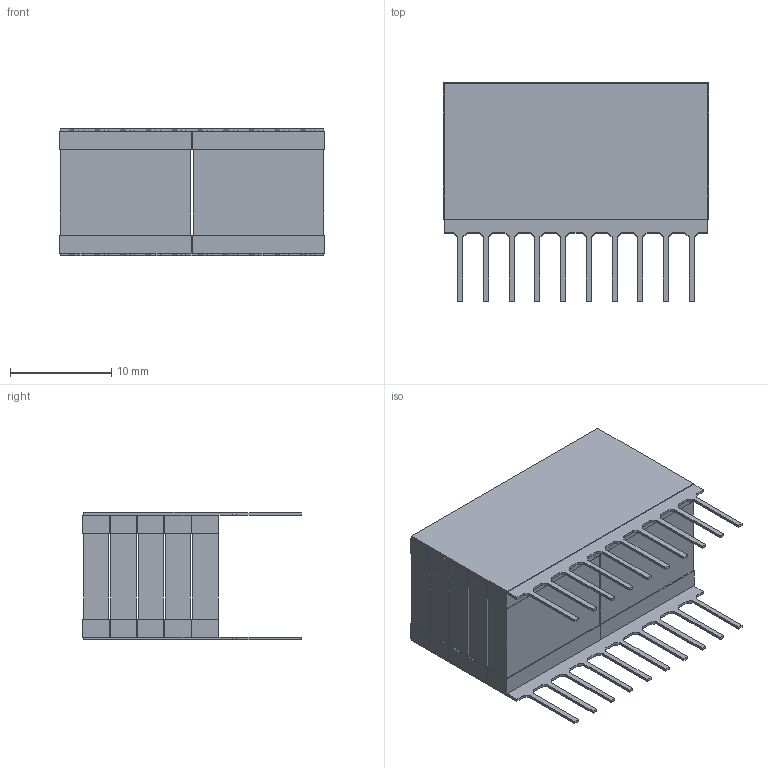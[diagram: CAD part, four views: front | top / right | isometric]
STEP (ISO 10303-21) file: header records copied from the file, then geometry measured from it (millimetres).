
FILE_DESCRIPTION (( 'STEP AP214' ), '1' );
FILE_NAME ('CCSS_LSN3_3_D26.28L6.35H2.54F1.647A13.46B15.238C12.065E12.7K0.5.STEP', '2018-03-06T19:32:42', ( '' ), ( '' ), 'SwSTEP 2.0', 'SolidWorks 2014', '' );
FILE_SCHEMA (( 'AUTOMOTIVE_DESIGN' ));
Length unit declared in the file: millimetre
Products named in the file (1): CCSS_LSN3_3_D26.28L6.35H2.54F1.647A13.46B15.238C12.065E12.7K0.5
Bounding box: 26.28 x 21.59 x 12.63 mm (x, y, z)
Volume: 4226.5 mm3; surface area: 4914.2 mm2
Topology: 1 solids, 1 shells, 402 faces, 1136 edges, 744 vertices
Faces by surface type: plane 402
Entity records: 15984 total; most frequent: CARTESIAN_POINT 2283, ORIENTED_EDGE 2272, DIRECTION 1942, LINE 1136, EDGE_CURVE 1136, VECTOR 1136, VERTEX_POINT 744, EDGE_LOOP 428
